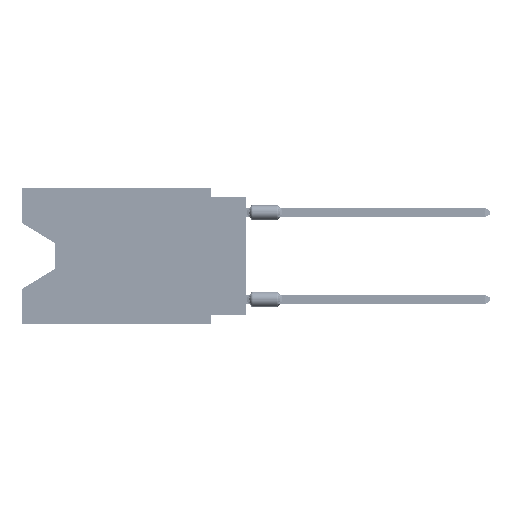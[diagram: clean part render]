
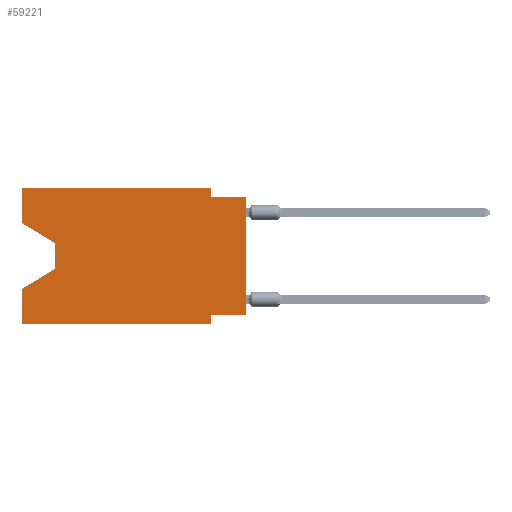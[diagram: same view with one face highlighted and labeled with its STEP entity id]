
A CAD part, left-side view. The second image highlights one B-rep face of the part: STEP entity #59221.
In plain terms, the highlighted planar face has unit normal (-1, 0, 0).
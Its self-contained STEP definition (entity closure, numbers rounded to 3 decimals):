
#117 = LINE ( 'NONE', #61188, #41957 ) ;
#615 = EDGE_CURVE ( 'NONE', #39838, #49332, #23061, .T. ) ;
#2360 = ORIENTED_EDGE ( 'NONE', *, *, #615, .F. ) ;
#2583 = ORIENTED_EDGE ( 'NONE', *, *, #10171, .F. ) ;
#2709 = DIRECTION ( 'NONE',  ( 0., 0., 1. ) ) ;
#2783 = DIRECTION ( 'NONE',  ( 0., -1., 0. ) ) ;
#3135 = LINE ( 'NONE', #68208, #70815 ) ;
#5433 = FACE_OUTER_BOUND ( 'NONE', #14749, .T. ) ;
#5838 = EDGE_CURVE ( 'NONE', #12867, #39838, #23049, .T. ) ;
#5941 = DIRECTION ( 'NONE',  ( 0., 1., 0. ) ) ;
#6245 = LINE ( 'NONE', #12060, #41714 ) ;
#6926 = DIRECTION ( 'NONE',  ( 0., -0.855, -0.519 ) ) ;
#7225 = CARTESIAN_POINT ( 'NONE',  ( 0., 16.383, 0. ) ) ;
#7678 = CARTESIAN_POINT ( 'NONE',  ( 0., 16.383, 0. ) ) ;
#9331 = EDGE_CURVE ( 'NONE', #24530, #60214, #21950, .T. ) ;
#10171 = EDGE_CURVE ( 'NONE', #20698, #15065, #117, .T. ) ;
#11039 = LINE ( 'NONE', #49540, #69325 ) ;
#11447 = LINE ( 'NONE', #7678, #67170 ) ;
#11637 = ORIENTED_EDGE ( 'NONE', *, *, #53062, .T. ) ;
#11813 = CARTESIAN_POINT ( 'NONE',  ( 0., 2.54, 0. ) ) ;
#12060 = CARTESIAN_POINT ( 'NONE',  ( 0., 16.383, -9.906 ) ) ;
#12679 = DIRECTION ( 'NONE',  ( 1., 0., 0. ) ) ;
#12867 = VERTEX_POINT ( 'NONE', #59326 ) ;
#14749 = EDGE_LOOP ( 'NONE', ( #11637, #67624, #61758, #15730, #33881, #35591, #2583, #68642, #66924, #2360, #38617, #34933 ) ) ;
#15065 = VERTEX_POINT ( 'NONE', #55569 ) ;
#15730 = ORIENTED_EDGE ( 'NONE', *, *, #40450, .F. ) ;
#16397 = VECTOR ( 'NONE', #6926, 1000. ) ;
#16659 = CARTESIAN_POINT ( 'NONE',  ( 0., 2.54, 0. ) ) ;
#16702 = PLANE ( 'NONE',  #34894 ) ;
#17606 = CARTESIAN_POINT ( 'NONE',  ( 0., 16.383, -7.36 ) ) ;
#18188 = CARTESIAN_POINT ( 'NONE',  ( 0., 16.383, -2.546 ) ) ;
#19724 = VECTOR ( 'NONE', #38922, 1000. ) ;
#20698 = VERTEX_POINT ( 'NONE', #53772 ) ;
#21925 = CARTESIAN_POINT ( 'NONE',  ( 0., 16.383, -2.546 ) ) ;
#21950 = LINE ( 'NONE', #44132, #58092 ) ;
#21982 = VERTEX_POINT ( 'NONE', #49984 ) ;
#22740 = LINE ( 'NONE', #44896, #33146 ) ;
#23049 = LINE ( 'NONE', #33601, #25407 ) ;
#23061 = LINE ( 'NONE', #11813, #50251 ) ;
#24530 = VERTEX_POINT ( 'NONE', #61010 ) ;
#25407 = VECTOR ( 'NONE', #56858, 1000. ) ;
#25783 = VECTOR ( 'NONE', #2709, 1000. ) ;
#25871 = CARTESIAN_POINT ( 'NONE',  ( 0., 0., -0.635 ) ) ;
#26819 = EDGE_CURVE ( 'NONE', #20698, #41091, #11039, .T. ) ;
#30195 = DIRECTION ( 'NONE',  ( 0., 0., 1. ) ) ;
#33146 = VECTOR ( 'NONE', #35080, 1000. ) ;
#33601 = CARTESIAN_POINT ( 'NONE',  ( 0., 16.383, 0. ) ) ;
#33863 = DIRECTION ( 'NONE',  ( 0., -1., 0. ) ) ;
#33881 = ORIENTED_EDGE ( 'NONE', *, *, #49457, .T. ) ;
#33940 = DIRECTION ( 'NONE',  ( 0., 0.855, -0.519 ) ) ;
#34894 = AXIS2_PLACEMENT_3D ( 'NONE', #7225, #12679, #68983 ) ;
#34933 = ORIENTED_EDGE ( 'NONE', *, *, #57258, .F. ) ;
#35080 = DIRECTION ( 'NONE',  ( 0., 0., -1. ) ) ;
#35591 = ORIENTED_EDGE ( 'NONE', *, *, #51774, .F. ) ;
#36511 = CARTESIAN_POINT ( 'NONE',  ( 0., 16.383, 0. ) ) ;
#38617 = ORIENTED_EDGE ( 'NONE', *, *, #5838, .F. ) ;
#38922 = DIRECTION ( 'NONE',  ( 0., 0., -1. ) ) ;
#39838 = VERTEX_POINT ( 'NONE', #16659 ) ;
#40450 = EDGE_CURVE ( 'NONE', #71423, #60214, #69574, .T. ) ;
#40805 = VERTEX_POINT ( 'NONE', #21925 ) ;
#41091 = VERTEX_POINT ( 'NONE', #25871 ) ;
#41714 = VECTOR ( 'NONE', #33863, 1000. ) ;
#41957 = VECTOR ( 'NONE', #5941, 1000. ) ;
#44132 = CARTESIAN_POINT ( 'NONE',  ( 0., 13.97, -5.893 ) ) ;
#44517 = DIRECTION ( 'NONE',  ( 0., 0., -1. ) ) ;
#44720 = LINE ( 'NONE', #54555, #19724 ) ;
#44896 = CARTESIAN_POINT ( 'NONE',  ( 0., 13.97, -4.013 ) ) ;
#45076 = LINE ( 'NONE', #18188, #16397 ) ;
#46198 = EDGE_CURVE ( 'NONE', #21982, #24530, #22740, .T. ) ;
#49332 = VERTEX_POINT ( 'NONE', #60419 ) ;
#49457 = EDGE_CURVE ( 'NONE', #71423, #67253, #6245, .T. ) ;
#49540 = CARTESIAN_POINT ( 'NONE',  ( 0., 0., 0. ) ) ;
#49984 = CARTESIAN_POINT ( 'NONE',  ( 0., 13.97, -4.013 ) ) ;
#50251 = VECTOR ( 'NONE', #44517, 1000. ) ;
#50603 = EDGE_CURVE ( 'NONE', #49332, #41091, #3135, .T. ) ;
#51774 = EDGE_CURVE ( 'NONE', #15065, #67253, #44720, .T. ) ;
#53062 = EDGE_CURVE ( 'NONE', #40805, #21982, #45076, .T. ) ;
#53772 = CARTESIAN_POINT ( 'NONE',  ( 0., 0., -9.271 ) ) ;
#54555 = CARTESIAN_POINT ( 'NONE',  ( 0., 2.54, -9.906 ) ) ;
#55569 = CARTESIAN_POINT ( 'NONE',  ( 0., 2.54, -9.271 ) ) ;
#56858 = DIRECTION ( 'NONE',  ( 0., -1., 0. ) ) ;
#57258 = EDGE_CURVE ( 'NONE', #40805, #12867, #11447, .T. ) ;
#58092 = VECTOR ( 'NONE', #33940, 1000. ) ;
#59221 = ADVANCED_FACE ( 'NONE', ( #5433 ), #16702, .F. ) ;
#59326 = CARTESIAN_POINT ( 'NONE',  ( 0., 16.383, 0. ) ) ;
#60214 = VERTEX_POINT ( 'NONE', #17606 ) ;
#60419 = CARTESIAN_POINT ( 'NONE',  ( 0., 2.54, -0.635 ) ) ;
#60458 = DIRECTION ( 'NONE',  ( 0., 0., 1. ) ) ;
#61010 = CARTESIAN_POINT ( 'NONE',  ( 0., 13.97, -5.893 ) ) ;
#61188 = CARTESIAN_POINT ( 'NONE',  ( 0., 0., -9.271 ) ) ;
#61758 = ORIENTED_EDGE ( 'NONE', *, *, #9331, .T. ) ;
#62037 = CARTESIAN_POINT ( 'NONE',  ( 0., 16.383, -9.906 ) ) ;
#65650 = CARTESIAN_POINT ( 'NONE',  ( 0., 2.54, -9.906 ) ) ;
#66924 = ORIENTED_EDGE ( 'NONE', *, *, #50603, .F. ) ;
#67170 = VECTOR ( 'NONE', #30195, 1000. ) ;
#67253 = VERTEX_POINT ( 'NONE', #65650 ) ;
#67624 = ORIENTED_EDGE ( 'NONE', *, *, #46198, .T. ) ;
#68208 = CARTESIAN_POINT ( 'NONE',  ( 0., 0., -0.635 ) ) ;
#68642 = ORIENTED_EDGE ( 'NONE', *, *, #26819, .T. ) ;
#68983 = DIRECTION ( 'NONE',  ( 0., 0., -1. ) ) ;
#69325 = VECTOR ( 'NONE', #60458, 1000. ) ;
#69574 = LINE ( 'NONE', #36511, #25783 ) ;
#70815 = VECTOR ( 'NONE', #2783, 1000. ) ;
#71423 = VERTEX_POINT ( 'NONE', #62037 ) ;
